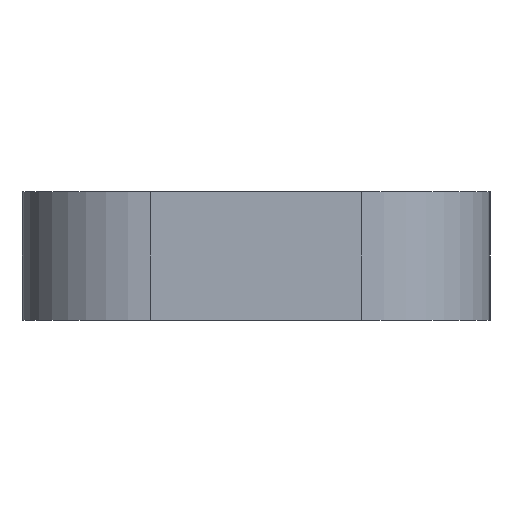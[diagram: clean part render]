
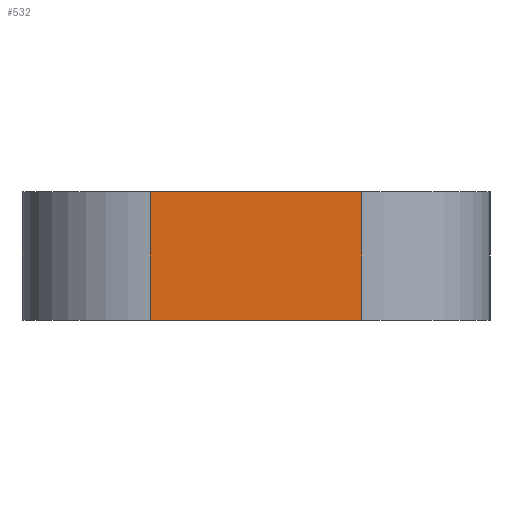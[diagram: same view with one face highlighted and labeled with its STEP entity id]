
A CAD part, left-side view. The second image highlights one B-rep face of the part: STEP entity #532.
In plain terms, the highlighted planar face has unit normal (-1, 0, 0).
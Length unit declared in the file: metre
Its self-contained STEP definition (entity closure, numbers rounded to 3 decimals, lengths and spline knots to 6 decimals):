
#85=ORIENTED_EDGE('',*,*,#209,.F.);
#86=ORIENTED_EDGE('',*,*,#210,.T.);
#87=ORIENTED_EDGE('',*,*,#211,.T.);
#88=ORIENTED_EDGE('',*,*,#212,.T.);
#209=EDGE_CURVE('',#271,#272,#325,.T.);
#210=EDGE_CURVE('',#271,#273,#326,.T.);
#211=EDGE_CURVE('',#273,#274,#327,.T.);
#212=EDGE_CURVE('',#274,#272,#328,.F.);
#271=VERTEX_POINT('',#828);
#272=VERTEX_POINT('',#829);
#273=VERTEX_POINT('',#831);
#274=VERTEX_POINT('',#833);
#325=LINE('',#827,#341);
#326=LINE('',#830,#342);
#327=LINE('',#832,#343);
#328=LINE('',#834,#344);
#341=VECTOR('',#658,1.);
#342=VECTOR('',#659,1.);
#343=VECTOR('',#660,1.);
#344=VECTOR('',#661,1.);
#354=EDGE_LOOP('',(#85,#86,#87,#88));
#440=FACE_BOUND('',#354,.T.);
#526=PLANE('',#574);
#532=ADVANCED_FACE('',(#440),#526,.F.);
#574=AXIS2_PLACEMENT_3D('',#826,#656,#657);
#656=DIRECTION('',(1.,0.,0.));
#657=DIRECTION('',(0.,0.,-1.));
#658=DIRECTION('',(0.,-1.,0.));
#659=DIRECTION('',(0.,0.,-1.));
#660=DIRECTION('',(0.,-1.,0.));
#661=DIRECTION('',(0.,0.,-1.));
#826=CARTESIAN_POINT('',(-0.050185,-0.001171,0.002));
#827=CARTESIAN_POINT('',(-0.050185,-0.001171,0.002));
#828=CARTESIAN_POINT('',(-0.050185,0.000479,0.002));
#829=CARTESIAN_POINT('',(-0.050185,-0.002821,0.002));
#830=CARTESIAN_POINT('',(-0.050185,0.000479,0.));
#831=CARTESIAN_POINT('',(-0.050185,0.000479,0.));
#832=CARTESIAN_POINT('',(-0.050185,-0.001171,0.));
#833=CARTESIAN_POINT('',(-0.050185,-0.002821,0.));
#834=CARTESIAN_POINT('',(-0.050185,-0.002821,0.002));
